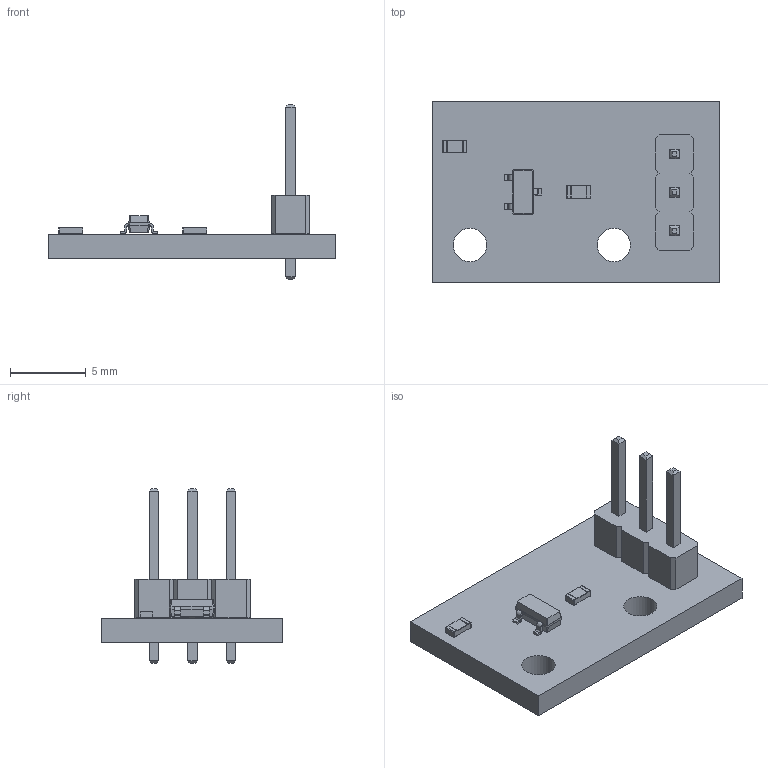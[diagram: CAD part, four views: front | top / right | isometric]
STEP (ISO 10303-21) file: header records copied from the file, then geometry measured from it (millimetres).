
FILE_DESCRIPTION(('KiCad electronic assembly'),'2;1');
FILE_NAME('test2021.step','2021-02-13T18:04:51',('Pcbnew'),('Kicad'), 'Open CASCADE STEP processor 7.5','KiCad to STEP converter','Unknown' );
FILE_SCHEMA(('AUTOMOTIVE_DESIGN { 1 0 10303 214 1 1 1 1 }'));
Length unit declared in the file: millimetre
Products named in the file (8): Open CASCADE STEP translator 7.5 1; R_0603_1608Metric; SOLID; SOT-23; PinHeader_1x03_P2.54mm_Vertical; COMPOUND
Assembly tree (8 placements, depth 3):
  Open CASCADE STEP translator 7.5 1
    R_0603_1608Metric  x2
      SOLID
    SOT-23
      SOLID
    PinHeader_1x03_P2.54mm_Vertical
      SOLID
    COMPOUND
Bounding box: 19 x 12 x 11.54 mm (x, y, z)
Volume: 413.4 mm3; surface area: 759.2 mm2
Topology: 5 solids, 5 shells, 215 faces, 523 edges, 324 vertices
Faces by surface type: bspline 204, plane 6, cylinder 5
Full cylindrical faces by diameter (mm): 1 x3, 2.2 x2
Entity records: 11583 total; most frequent: CARTESIAN_POINT 3981, B_SPLINE_CURVE_WITH_KNOTS 1204, ORIENTED_EDGE 910, PCURVE 910, DEFINITIONAL_REPRESENTATION 910, EDGE_CURVE 455, SURFACE_CURVE 450, VERTEX_POINT 280
